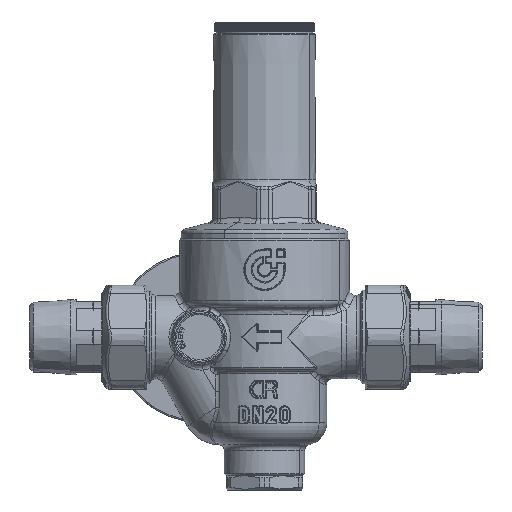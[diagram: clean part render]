
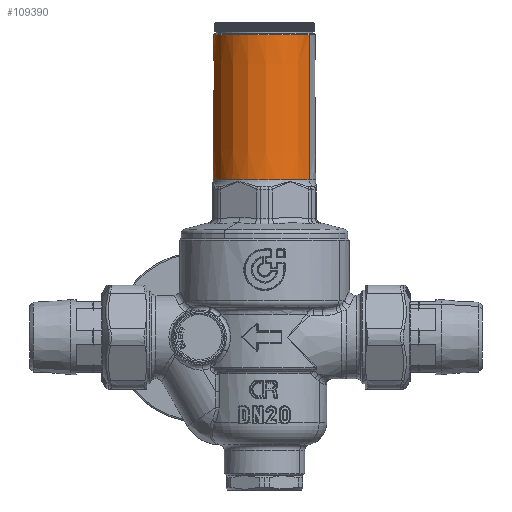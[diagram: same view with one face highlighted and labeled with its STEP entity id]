
A CAD part, left-side view. The second image highlights one B-rep face of the part: STEP entity #109390.
In plain terms, the highlighted conical face has half-angle 0.104 degrees and reference radius 18 mm.
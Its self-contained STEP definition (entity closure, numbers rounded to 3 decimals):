
#95553=CARTESIAN_POINT('Vertex',(8.632,15.8,106.8)) ;
#95555=CARTESIAN_POINT('Vertex',(-8.632,-15.8,106.8)) ;
#95558=CARTESIAN_POINT('Axis2P3D Location',(0.,0.,106.8)) ;
#109360=CARTESIAN_POINT('Axis2P3D Location',(0.,0.,109.)) ;
#109365=CARTESIAN_POINT('Line Origine',(8.654,15.84,81.4)) ;
#109369=CARTESIAN_POINT('Vertex',(8.676,15.881,55.528)) ;
#109372=CARTESIAN_POINT('Axis2P3D Location',(0.,0.,55.528)) ;
#109376=CARTESIAN_POINT('Vertex',(-8.676,-15.881,55.528)) ;
#109379=CARTESIAN_POINT('Line Origine',(-8.654,-15.84,81.4)) ;
#109367=VECTOR('Line Direction',#109366,1.) ;
#109381=VECTOR('Line Direction',#109380,1.) ;
#95559=DIRECTION('Axis2P3D Direction',(0.,0.,-1.)) ;
#109361=DIRECTION('Axis2P3D Direction',(0.,0.,-1.)) ;
#109362=DIRECTION('Axis2P3D XDirection',(0.479,0.878,0.)) ;
#109366=DIRECTION('Vector Direction',(0.001,0.002,-1.)) ;
#109373=DIRECTION('Axis2P3D Direction',(0.,0.,-1.)) ;
#109380=DIRECTION('Vector Direction',(-0.001,-0.002,-1.)) ;
#95560=AXIS2_PLACEMENT_3D('Circle Axis2P3D',#95558,#95559,$) ;
#109363=AXIS2_PLACEMENT_3D('Cone Axis2P3D',#109360,#109361,#109362) ;
#109374=AXIS2_PLACEMENT_3D('Circle Axis2P3D',#109372,#109373,$) ;
#109368=LINE('Line',#109365,#109367) ;
#109382=LINE('Line',#109379,#109381) ;
#95561=CIRCLE('generated circle',#95560,18.004) ;
#109375=CIRCLE('generated circle',#109374,18.097) ;
#109364=CONICAL_SURFACE('Cone',#109363,18.,0.002) ;
#95562=EDGE_CURVE('',#95556,#95554,#95561,.T.) ;
#109371=EDGE_CURVE('',#109370,#95554,#109368,.F.) ;
#109378=EDGE_CURVE('',#109370,#109377,#109375,.F.) ;
#109383=EDGE_CURVE('',#109377,#95556,#109382,.F.) ;
#109385=ORIENTED_EDGE('',*,*,#109371,.F.) ;
#109386=ORIENTED_EDGE('',*,*,#109378,.T.) ;
#109387=ORIENTED_EDGE('',*,*,#109383,.T.) ;
#109388=ORIENTED_EDGE('',*,*,#95562,.T.) ;
#109384=EDGE_LOOP('',(#109385,#109386,#109387,#109388)) ;
#95554=VERTEX_POINT('',#95553) ;
#95556=VERTEX_POINT('',#95555) ;
#109370=VERTEX_POINT('',#109369) ;
#109377=VERTEX_POINT('',#109376) ;
#109390=ADVANCED_FACE('536051 - TST',(#109389),#109364,.T.) ;
#109389=FACE_OUTER_BOUND('',#109384,.T.) ;
